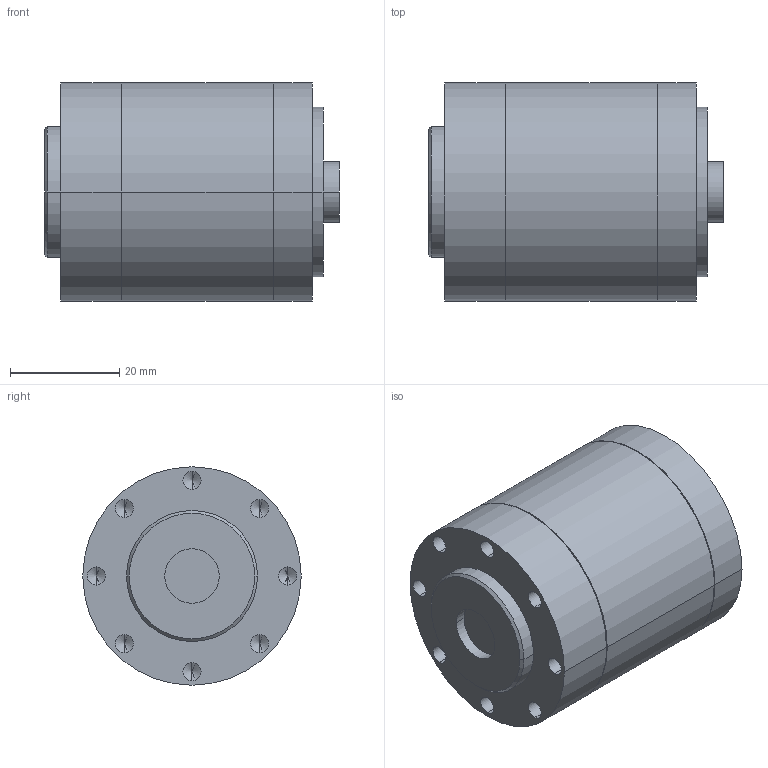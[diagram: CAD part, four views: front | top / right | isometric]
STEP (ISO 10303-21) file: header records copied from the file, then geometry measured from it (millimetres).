
FILE_DESCRIPTION (( 'STEP AP203' ), '1' );
FILE_NAME ('RÇducteur Harmonic Drive HDUC 11 1U-CC_Défaut_sldprt.STEP', '2017-12-12T20:32:46', ( '' ), ( '' ), 'SwSTEP 2.0', 'SolidWorks 2016', '' );
FILE_SCHEMA (( 'CONFIG_CONTROL_DESIGN' ));
Length unit declared in the file: millimetre
Products named in the file (1): RÇducteur Harmonic Drive HDUC 11 1U-CC_Défaut_sldprt
Bounding box: 54 x 40 x 40 mm (x, y, z)
Volume: 33221.5 mm3; surface area: 15733.9 mm2
Topology: 1 solids, 1 shells, 107 faces, 240 edges, 136 vertices
Faces by surface type: cylinder 60, cone 30, plane 17
Entity records: 2877 total; most frequent: DIRECTION 550, CARTESIAN_POINT 456, ORIENTED_EDGE 424, AXIS2_PLACEMENT_3D 230, EDGE_CURVE 212, EDGE_LOOP 136, VERTEX_POINT 136, CIRCLE 122
